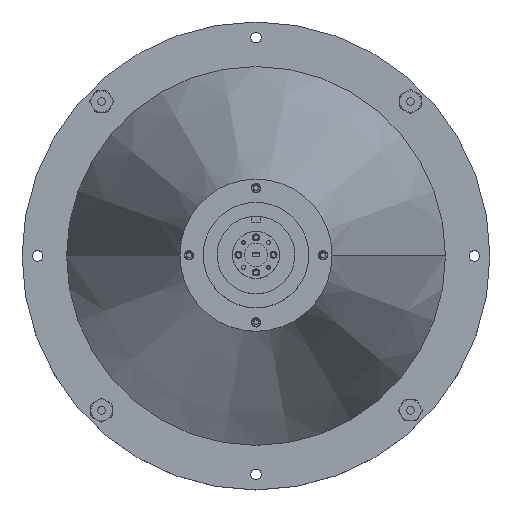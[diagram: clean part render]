
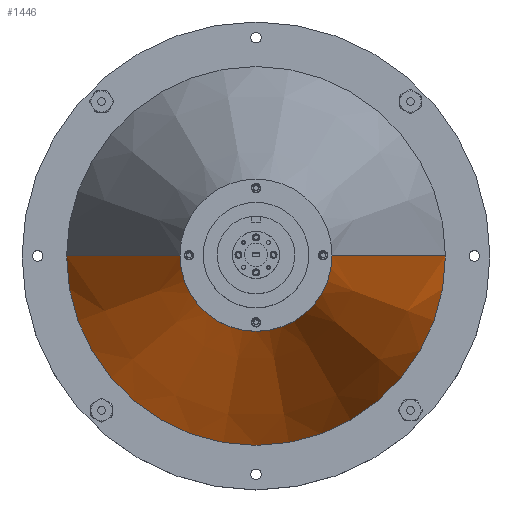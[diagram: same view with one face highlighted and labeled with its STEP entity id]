
A CAD part, top view. The second image highlights one B-rep face of the part: STEP entity #1446.
In plain terms, the highlighted conical face has half-angle 17.32 degrees and reference radius 30.963 mm.
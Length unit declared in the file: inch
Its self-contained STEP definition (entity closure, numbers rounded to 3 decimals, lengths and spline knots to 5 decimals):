
#538 = ORIENTED_EDGE ( 'NONE', *, *, #10928, .F. ) ;
#1446 = ADVANCED_FACE ( 'NONE', ( #33010 ), #44360, .T. ) ;
#3124 = VERTEX_POINT ( 'NONE', #25425 ) ;
#3705 = DIRECTION ( 'NONE',  ( -0.298, 0., -0.955 ) ) ;
#3756 = CARTESIAN_POINT ( 'NONE',  ( -1.219, 0., -1.75599 ) ) ;
#4513 = AXIS2_PLACEMENT_3D ( 'NONE', #10135, #20960, #40230 ) ;
#10135 = CARTESIAN_POINT ( 'NONE',  ( 0., 0., -7.58399 ) ) ;
#10928 = EDGE_CURVE ( 'NONE', #3124, #45498, #15799, .T. ) ;
#11452 = CARTESIAN_POINT ( 'NONE',  ( -1.219, 0., -1.75599 ) ) ;
#11921 = EDGE_CURVE ( 'NONE', #42278, #49436, #38055, .T. ) ;
#12265 = DIRECTION ( 'NONE',  ( 0.298, 0., -0.955 ) ) ;
#15036 = EDGE_LOOP ( 'NONE', ( #538, #18549, #47539, #25661 ) ) ;
#15799 = LINE ( 'NONE', #19820, #48086 ) ;
#18549 = ORIENTED_EDGE ( 'NONE', *, *, #43582, .F. ) ;
#19191 = VECTOR ( 'NONE', #3705, 39.37008 ) ;
#19820 = CARTESIAN_POINT ( 'NONE',  ( 1.219, 0., -1.75599 ) ) ;
#20960 = DIRECTION ( 'NONE',  ( 0., 0., 1. ) ) ;
#21477 = CARTESIAN_POINT ( 'NONE',  ( 0., 0., -1.75599 ) ) ;
#22060 = AXIS2_PLACEMENT_3D ( 'NONE', #44543, #48293, #29273 ) ;
#22525 = CARTESIAN_POINT ( 'NONE',  ( -3.03645, 0., -7.58399 ) ) ;
#25425 = CARTESIAN_POINT ( 'NONE',  ( 1.219, 0., -1.75599 ) ) ;
#25661 = ORIENTED_EDGE ( 'NONE', *, *, #39130, .T. ) ;
#29273 = DIRECTION ( 'NONE',  ( 1., 0., 0. ) ) ;
#29529 = CARTESIAN_POINT ( 'NONE',  ( 3.03645, 0., -7.58399 ) ) ;
#33010 = FACE_OUTER_BOUND ( 'NONE', #15036, .T. ) ;
#35577 = AXIS2_PLACEMENT_3D ( 'NONE', #21477, #39781, #36265 ) ;
#36265 = DIRECTION ( 'NONE',  ( -1., 0., 0. ) ) ;
#38055 = LINE ( 'NONE', #11452, #19191 ) ;
#38895 = CIRCLE ( 'NONE', #22060, 1.219 ) ;
#39130 = EDGE_CURVE ( 'NONE', #49436, #45498, #47734, .T. ) ;
#39781 = DIRECTION ( 'NONE',  ( 0., 0., -1. ) ) ;
#40230 = DIRECTION ( 'NONE',  ( 1., 0., 0. ) ) ;
#42278 = VERTEX_POINT ( 'NONE', #3756 ) ;
#43582 = EDGE_CURVE ( 'NONE', #42278, #3124, #38895, .T. ) ;
#44360 = CONICAL_SURFACE ( 'NONE', #35577, 1.219, 0.302 ) ;
#44543 = CARTESIAN_POINT ( 'NONE',  ( 0., 0., -1.75599 ) ) ;
#45498 = VERTEX_POINT ( 'NONE', #29529 ) ;
#47539 = ORIENTED_EDGE ( 'NONE', *, *, #11921, .T. ) ;
#47734 = CIRCLE ( 'NONE', #4513, 3.03645 ) ;
#48086 = VECTOR ( 'NONE', #12265, 39.37008 ) ;
#48293 = DIRECTION ( 'NONE',  ( 0., 0., 1. ) ) ;
#49436 = VERTEX_POINT ( 'NONE', #22525 ) ;
